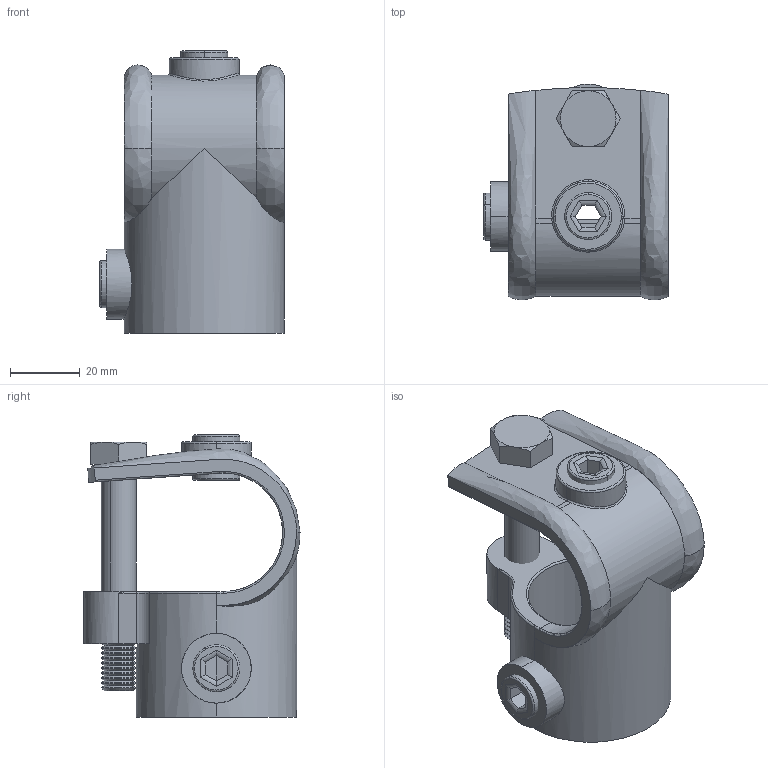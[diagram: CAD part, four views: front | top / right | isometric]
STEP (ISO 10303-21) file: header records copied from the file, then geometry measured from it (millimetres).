
FILE_DESCRIPTION (( 'STEP AP203' ), '1' );
FILE_NAME ('135-B34.STEP', '2017-06-28T06:23:25', ( '' ), ( '' ), 'SwSTEP 2.0', 'SolidWorks 2015', '' );
FILE_SCHEMA (( 'CONFIG_CONTROL_DESIGN' ));
Length unit declared in the file: millimetre
Products named in the file (4): 135-B34; hex bolt gradeb_din_ISO 4015 - M10 x 65 x 26-S; 135-C42 Teil1_135-B34 Teil1; 135-B34 Teil2
Assembly tree (4 placements, depth 2):
  135-B34
    135-C42 Teil1_135-B34 Teil1
    135-B34 Teil2  x2
    hex bolt gradeb_din_ISO 4015 - M10 x 65 x 26-S
Bounding box: 53 x 62 x 80.95 mm (x, y, z)
Volume: 54587.3 mm3; surface area: 27583.2 mm2
Topology: 4 solids, 4 shells, 248 faces, 642 edges, 396 vertices
Faces by surface type: cylinder 97, cone 80, plane 41, torus 18, bspline 12
Entity records: 8741 total; most frequent: CARTESIAN_POINT 2792, DIRECTION 1224, ORIENTED_EDGE 1172, EDGE_CURVE 586, AXIS2_PLACEMENT_3D 505, VERTEX_POINT 364, CIRCLE 288, EDGE_LOOP 232
